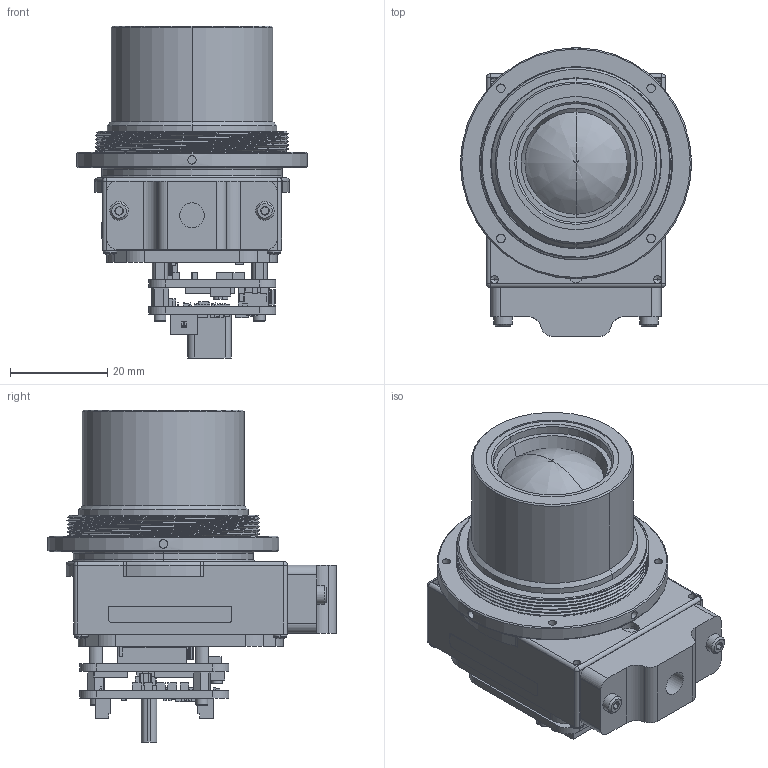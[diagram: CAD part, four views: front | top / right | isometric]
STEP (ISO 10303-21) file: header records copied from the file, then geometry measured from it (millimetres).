
FILE_DESCRIPTION (( 'STEP AP214' ), '1' );
FILE_NAME ('SL-D5-1324-A30.STEP', '2024-06-13T19:24:09', ( '' ), ( '' ), 'SwSTEP 2.0', 'SolidWorks 2023', '' );
FILE_SCHEMA (( 'AUTOMOTIVE_DESIGN' ));
Length unit declared in the file: inch
Products named in the file (1): SL-D5-1324-A30
Bounding box: 47.5 x 59.28 x 68.29 mm (x, y, z)
Volume: 53134.2 mm3; surface area: 26622.1 mm2
Topology: 12 solids, 16 shells, 1522 faces, 4022 edges, 2638 vertices
Faces by surface type: plane 993, cylinder 300, cone 122, bspline 68, torus 27, sphere 12
Full cylindrical faces by diameter (mm): 0.203 x3, 0.432 x2, 0.508 x3, 0.6 x12, 0.75 x2, 0.864 x3, 1.2 x2, 1.6 x6, 1.727 x8, 1.9 x4, 2.4 x2, 2.438 x2, 3.8 x2, 5.105 x1, 47.498 x1
Entity records: 72051 total; most frequent: CARTESIAN_POINT 35050, ORIENTED_EDGE 7760, DIRECTION 7205, EDGE_CURVE 3880, LINE 2707, VECTOR 2707, VERTEX_POINT 2599, AXIS2_PLACEMENT_3D 2249
